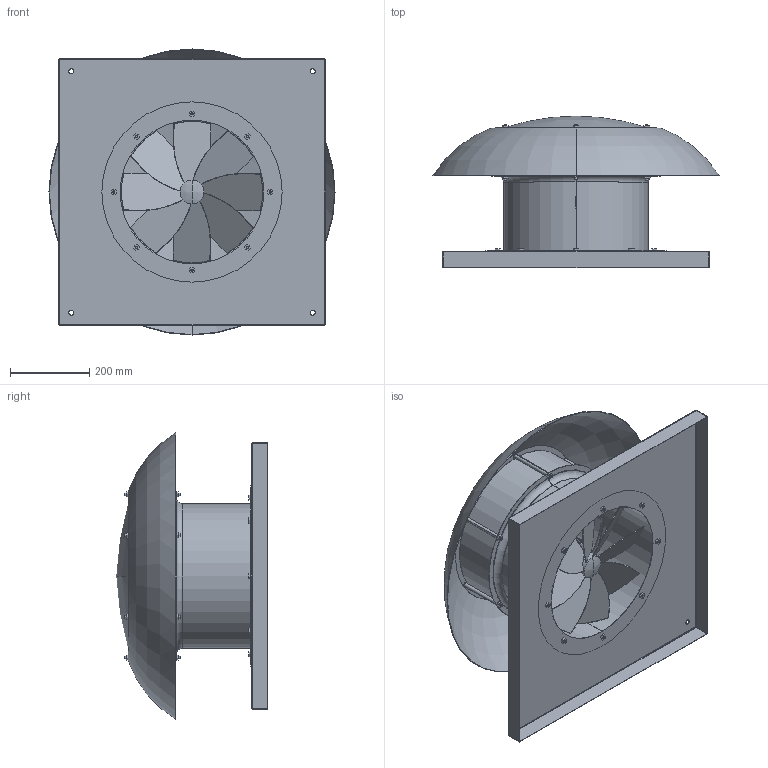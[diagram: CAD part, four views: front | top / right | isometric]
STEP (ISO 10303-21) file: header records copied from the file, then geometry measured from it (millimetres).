
FILE_DESCRIPTION (( 'STEP AP214' ), '1' );
FILE_NAME ('EZD 35-4.step', '2009-07-04T13:29:57', ( 'Wolfgang Schmidt' ), ( 'WS-KO' ), 'SwSTEP 2.0', 'SolidWorks 2008', '' );
FILE_SCHEMA (( 'AUTOMOTIVE_DESIGN' ));
Length unit declared in the file: millimetre
Products named in the file (1): EZD 35-4
Bounding box: 722.56 x 382.4 x 722.56 mm (x, y, z)
Volume: 2797914.6 mm3; surface area: 3066312.4 mm2
Topology: 2 solids, 10 shells, 616 faces, 1491 edges, 968 vertices
Faces by surface type: plane 353, cylinder 161, torus 56, bspline 36, sphere 8, cone 2
Entity records: 20439 total; most frequent: CARTESIAN_POINT 5704, ORIENTED_EDGE 2966, DIRECTION 2807, EDGE_CURVE 1483, AXIS2_PLACEMENT_3D 977, VERTEX_POINT 966, VECTOR 853, LINE 853
